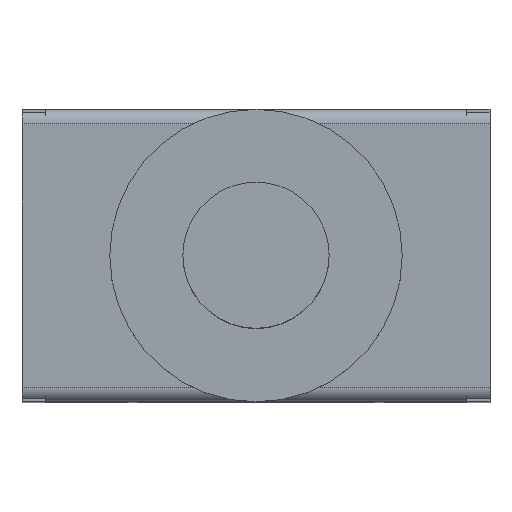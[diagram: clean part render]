
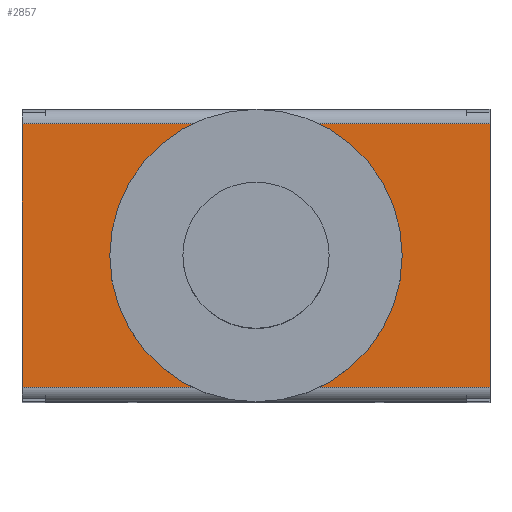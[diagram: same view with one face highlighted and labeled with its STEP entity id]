
A CAD part, top view. The second image highlights one B-rep face of the part: STEP entity #2857.
In plain terms, the highlighted planar face has unit normal (0, 0, 1).
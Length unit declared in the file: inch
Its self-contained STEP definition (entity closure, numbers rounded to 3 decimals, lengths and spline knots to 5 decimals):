
#2021=CARTESIAN_POINT('',(0.16004,-0.09016,0.28858));
#2022=VERTEX_POINT('',#2021);
#2030=CARTESIAN_POINT('',(-0.16004,-0.09016,0.28858));
#2031=VERTEX_POINT('',#2030);
#2032=CARTESIAN_POINT('',(0.16004,-0.09016,0.28858));
#2033=DIRECTION('',(-1.0,0.0,0.0));
#2034=VECTOR('',#2033,0.32008);
#2035=LINE('',#2032,#2034);
#2036=EDGE_CURVE('',#2022,#2031,#2035,.T.);
#2303=CARTESIAN_POINT('',(-0.16004,0.09016,0.28858));
#2304=VERTEX_POINT('',#2303);
#2312=CARTESIAN_POINT('',(0.16004,0.09016,0.28858));
#2313=VERTEX_POINT('',#2312);
#2314=CARTESIAN_POINT('',(-0.16004,0.09016,0.28858));
#2315=DIRECTION('',(1.0,0.0,0.0));
#2316=VECTOR('',#2315,0.32008);
#2317=LINE('',#2314,#2316);
#2318=EDGE_CURVE('',#2304,#2313,#2317,.T.);
#2445=CARTESIAN_POINT('',(0.16004,0.09016,0.28858));
#2446=DIRECTION('',(0.0,-1.0,0.0));
#2447=VECTOR('',#2446,0.18031);
#2448=LINE('',#2445,#2447);
#2449=EDGE_CURVE('',#2313,#2022,#2448,.T.);
#2823=CARTESIAN_POINT('',(-0.16004,-0.09016,0.28858));
#2824=DIRECTION('',(0.0,1.0,0.0));
#2825=VECTOR('',#2824,0.18031);
#2826=LINE('',#2823,#2825);
#2827=EDGE_CURVE('',#2031,#2304,#2826,.T.);
#2846=CARTESIAN_POINT('',(0.17604,0.09917,0.28858));
#2847=DIRECTION('',(0.0,0.0,1.0));
#2848=DIRECTION('',(1.0,0.0,0.0));
#2849=AXIS2_PLACEMENT_3D('',#2846,#2847,#2848);
#2850=PLANE('',#2849);
#2851=ORIENTED_EDGE('',*,*,#2036,.F.);
#2852=ORIENTED_EDGE('',*,*,#2449,.F.);
#2853=ORIENTED_EDGE('',*,*,#2318,.F.);
#2854=ORIENTED_EDGE('',*,*,#2827,.F.);
#2855=EDGE_LOOP('',(#2851,#2852,#2853,#2854));
#2856=FACE_OUTER_BOUND('',#2855,.T.);
#2857=ADVANCED_FACE('',(#2856),#2850,.T.);
